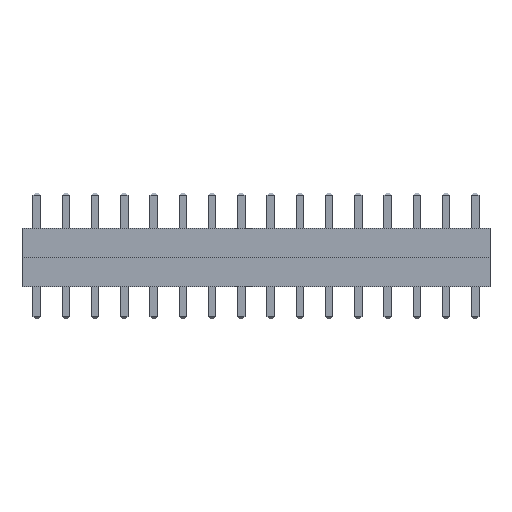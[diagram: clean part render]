
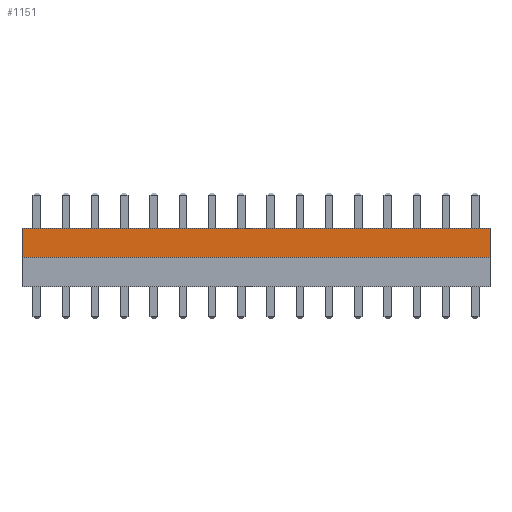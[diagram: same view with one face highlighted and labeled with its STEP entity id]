
A CAD part, top view. The second image highlights one B-rep face of the part: STEP entity #1151.
In plain terms, the highlighted planar face has unit normal (0, 0, 1).
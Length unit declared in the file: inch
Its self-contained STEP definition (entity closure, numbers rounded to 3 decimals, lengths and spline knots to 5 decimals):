
#1151 = ADVANCED_FACE( '', ( #2382 ), #2383, .T. );
#2382 = FACE_OUTER_BOUND( '', #3678, .T. );
#2383 = PLANE( '', #3679 );
#3678 = EDGE_LOOP( '', ( #7012, #7013, #7014, #7015 ) );
#3679 = AXIS2_PLACEMENT_3D( '', #7016, #7017, #7018 );
#7012 = ORIENTED_EDGE( '', *, *, #8870, .F. );
#7013 = ORIENTED_EDGE( '', *, *, #9067, .F. );
#7014 = ORIENTED_EDGE( '', *, *, #8144, .T. );
#7015 = ORIENTED_EDGE( '', *, *, #9063, .T. );
#7016 = CARTESIAN_POINT( '', ( -0.8, 0.1, 0.05 ) );
#7017 = DIRECTION( '', ( 0., 0., 1. ) );
#7018 = DIRECTION( '', ( 1., 0., 0. ) );
#8144 = EDGE_CURVE( '', #9941, #9945, #9947, .T. );
#8870 = EDGE_CURVE( '', #10988, #10990, #10991, .T. );
#9063 = EDGE_CURVE( '', #9945, #10990, #11212, .T. );
#9067 = EDGE_CURVE( '', #9941, #10988, #11216, .T. );
#9941 = VERTEX_POINT( '', #12454 );
#9945 = VERTEX_POINT( '', #12460 );
#9947 = LINE( '', #12463, #12464 );
#10988 = VERTEX_POINT( '', #14070 );
#10990 = VERTEX_POINT( '', #14073 );
#10991 = LINE( '', #14074, #14075 );
#11212 = LINE( '', #14403, #14404 );
#11216 = LINE( '', #14410, #14411 );
#12454 = CARTESIAN_POINT( '', ( -0.8, 0.1, 0.05 ) );
#12460 = CARTESIAN_POINT( '', ( 0.8, 0.1, 0.05 ) );
#12463 = CARTESIAN_POINT( '', ( -0.8, 0.1, 0.05 ) );
#12464 = VECTOR( '', #14908, 39.37008 );
#14070 = CARTESIAN_POINT( '', ( -0.8, 0.2, 0.05 ) );
#14073 = CARTESIAN_POINT( '', ( 0.8, 0.2, 0.05 ) );
#14074 = CARTESIAN_POINT( '', ( -0.8, 0.2, 0.05 ) );
#14075 = VECTOR( '', #15475, 39.37008 );
#14403 = CARTESIAN_POINT( '', ( 0.8, 0.1, 0.05 ) );
#14404 = VECTOR( '', #15583, 39.37008 );
#14410 = CARTESIAN_POINT( '', ( -0.8, 0.1, 0.05 ) );
#14411 = VECTOR( '', #15586, 39.37008 );
#14908 = DIRECTION( '', ( 1., 0., 0. ) );
#15475 = DIRECTION( '', ( 1., 0., 0. ) );
#15583 = DIRECTION( '', ( 0., 1., 0. ) );
#15586 = DIRECTION( '', ( 0., 1., 0. ) );
